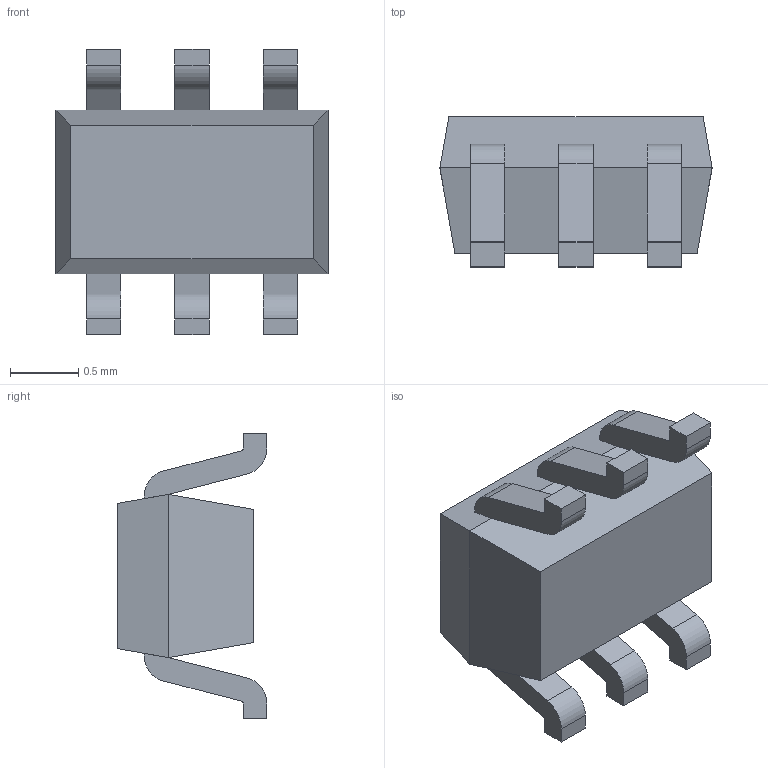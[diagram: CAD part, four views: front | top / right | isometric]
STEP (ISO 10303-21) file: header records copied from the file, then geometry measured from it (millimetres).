
FILE_DESCRIPTION (( 'STEP AP214' ), '1' );
FILE_NAME ('74LVC1G3157GW,125.STEP', '2018-09-30T20:03:06', ( '' ), ( '' ), 'SwSTEP 2.0', 'SolidWorks 2017', '' );
FILE_SCHEMA (( 'AUTOMOTIVE_DESIGN' ));
Length unit declared in the file: millimetre
Products named in the file (1): 74LVC1G3157GW,125
Bounding box: 2 x 1.1 x 2.1 mm (x, y, z)
Volume: 2.4 mm3; surface area: 15.4 mm2
Topology: 7 solids, 7 shells, 85 faces, 206 edges, 136 vertices
Faces by surface type: plane 65, cylinder 20
Entity records: 2556 total; most frequent: CARTESIAN_POINT 428, DIRECTION 418, ORIENTED_EDGE 412, EDGE_CURVE 206, VECTOR 166, LINE 166, VERTEX_POINT 136, AXIS2_PLACEMENT_3D 126
